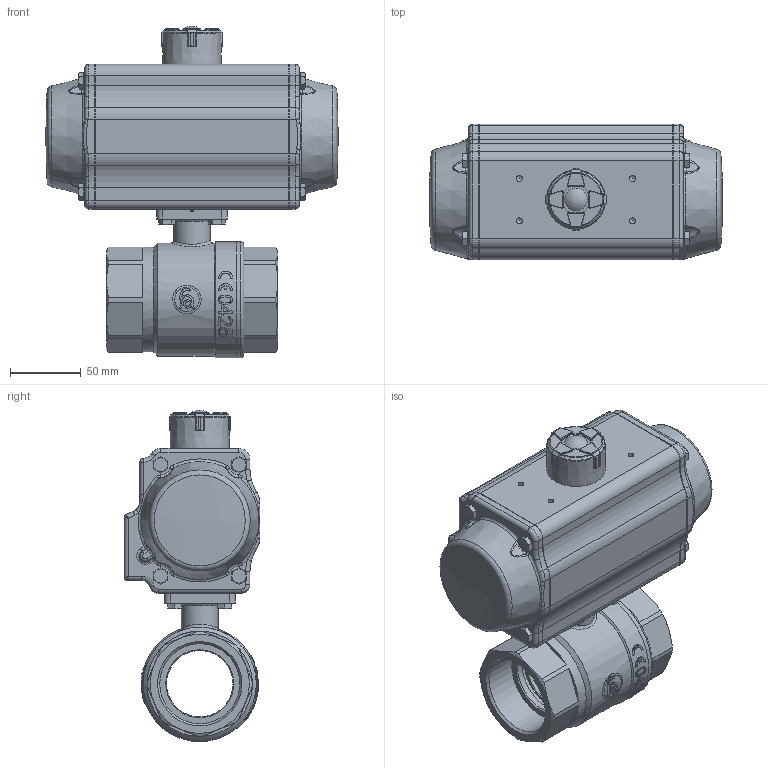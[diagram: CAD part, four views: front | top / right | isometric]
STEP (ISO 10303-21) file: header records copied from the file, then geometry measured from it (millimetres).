
FILE_DESCRIPTION(/* description */ ('Unknown'),/* implementation_level */ '2;1');
FILE_NAME(/* name */ 'FR03 0767-09',/* time_stamp */ '2022-10-17T12:25:58+02:00',/* author */ ('Unknown'),/* organization */ ('Unknown'),/* preprocessor_version */ 'ST-DEVELOPER v16.7',/* originating_system */ 'Solid Edge',/* authorisation */ 'Unknown');
FILE_SCHEMA (('AUTOMOTIVE_DESIGN {1 0 10303 214 3 1 1}'));
Length unit declared in the file: millimetre
Products named in the file (19): DW04_FR030767-09; 2.110.050_(767-09); LA0160#11050; AT0042#36; LA0161#050; OR0072#V31; OR0072#V50; LA0022#050; SE0164#050; RO0079#12; DIN 933 M6x18 A2-70 BLK_EDST; DW04_FR03_(DW70_FR52); ____; ________(___________; _____________; ______; hex head bolts-full thread grade c gb_GB_FASTENER_BOLT_HHBFTC M6X20-N; cup head nib bolts with large head gb_GB_FASTENER_BOLT_CHNBW M6X25-N; KP-75
Assembly tree (33 placements, depth 4):
  DW04_FR030767-09
    2.110.050_(767-09)
      LA0160#11050
      AT0042#36
      LA0161#050
      OR0072#V31  x2
      OR0072#V50  x2
      LA0022#050
      SE0164#050  x2
      RO0079#12
    DIN 933 M6x18 A2-70 BLK_EDST  x4
    DW04_FR03_(DW70_FR52)
      ____
        ________(___________  x2
        _____________  x2
        ______
      hex head bolts-full thread grade c gb_GB_FASTENER_BOLT_HHBFTC M6X20-N  x8
      cup head nib bolts with large head gb_GB_FASTENER_BOLT_CHNBW M6X25-N
      KP-75
Bounding box: 206.95 x 96 x 234.41 mm (x, y, z)
Volume: 1844868.3 mm3; surface area: 241105.6 mm2
Topology: 30 solids, 30 shells, 1415 faces, 3331 edges, 2035 vertices
Faces by surface type: plane 526, cylinder 405, cone 172, bspline 171, torus 119, sphere 22
Full cylindrical faces by diameter (mm): 3 x18, 3.3 x8, 3.341 x1, 4.2 x8, 4.66 x1, 5 x13, 6 x17, 6.2 x1, 6.8 x4, 7 x4, 8.8 x2, 10 x4, 12.8 x2, 15.7 x1, 15.98 x3, 16 x1, 16.1 x1, 17.345 x1, 19.5 x2, 20 x1, 20.5 x1, 21.8 x1, 22 x1, 24.6 x1, 26 x1, 32 x2, 35 x1, 38.5 x1, 47 x5, 50 x1
Entity records: 41869 total; most frequent: CARTESIAN_POINT 15892, DIRECTION 4824, ORIENTED_EDGE 4552, EDGE_CURVE 2276, AXIS2_PLACEMENT_3D 1972, VERTEX_POINT 1535, FACE_BOUND 1399, EDGE_LOOP 1370
